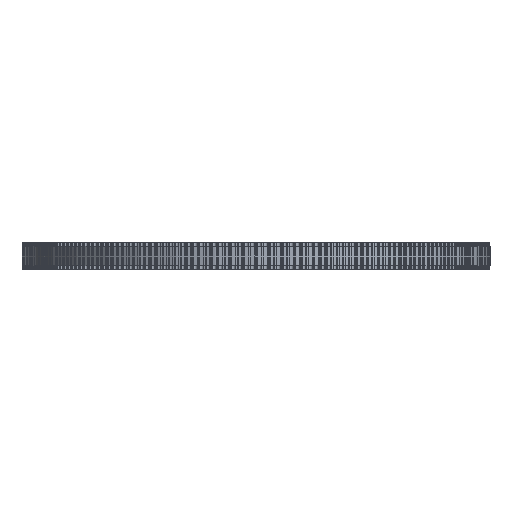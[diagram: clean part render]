
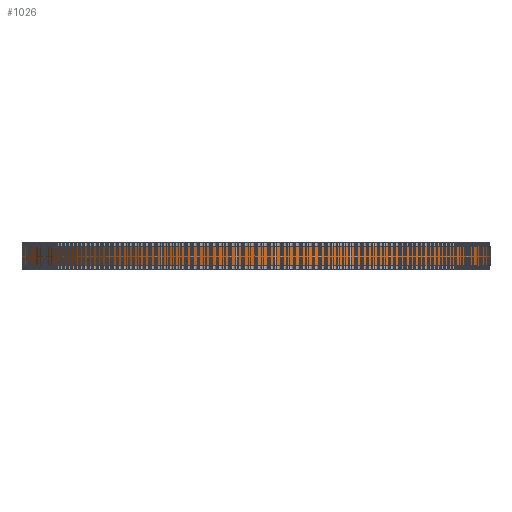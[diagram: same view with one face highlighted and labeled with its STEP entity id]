
A CAD part, front view. The second image highlights one B-rep face of the part: STEP entity #1026.
In plain terms, the highlighted cylindrical face has radius 71.938 mm (diameter 143.876 mm), a full revolution.
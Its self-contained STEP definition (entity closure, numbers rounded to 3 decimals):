
#97=FACE_BOUND('',#3744,.T.);
#98=FACE_BOUND('',#3745,.T.);
#1026=ADVANCED_FACE('',(#97,#98),#1931,.T.);
#1931=CYLINDRICAL_SURFACE('',#20031,71.938);
#3744=EDGE_LOOP('',(#10978));
#3745=EDGE_LOOP('',(#10979));
#10978=ORIENTED_EDGE('',*,*,#15502,.T.);
#10979=ORIENTED_EDGE('',*,*,#15503,.T.);
#12788=VERTEX_POINT('',#31800);
#12789=VERTEX_POINT('',#31802);
#15502=EDGE_CURVE('',#12788,#12788,#17312,.T.);
#15503=EDGE_CURVE('',#12789,#12789,#17313,.T.);
#17312=CIRCLE('',#20029,71.938);
#17313=CIRCLE('',#20030,71.938);
#20029=AXIS2_PLACEMENT_3D('',#31799,#26366,#26367);
#20030=AXIS2_PLACEMENT_3D('',#31801,#26368,#26369);
#20031=AXIS2_PLACEMENT_3D('',#31803,#26370,#26371);
#26366=DIRECTION('',(0.,0.,1.));
#26367=DIRECTION('',(1.,0.,0.));
#26368=DIRECTION('',(0.,0.,-1.));
#26369=DIRECTION('',(1.,0.,0.));
#26370=DIRECTION('',(0.,0.,1.));
#26371=DIRECTION('',(1.,0.,0.));
#31799=CARTESIAN_POINT('',(0.,0.,1.));
#31800=CARTESIAN_POINT('',(71.938,0.,1.));
#31801=CARTESIAN_POINT('',(0.,0.,7.));
#31802=CARTESIAN_POINT('',(71.938,0.,7.));
#31803=CARTESIAN_POINT('',(0.,0.,1.));
